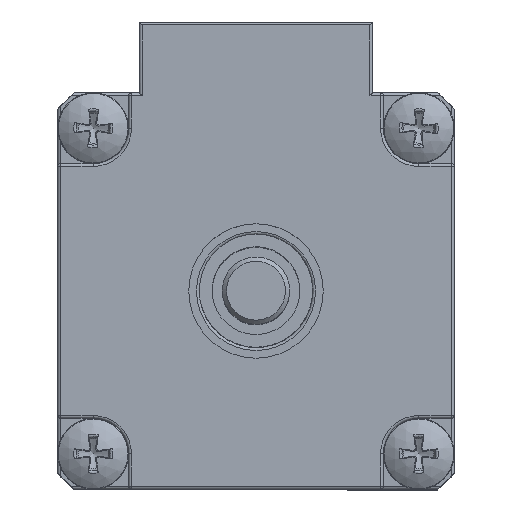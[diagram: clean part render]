
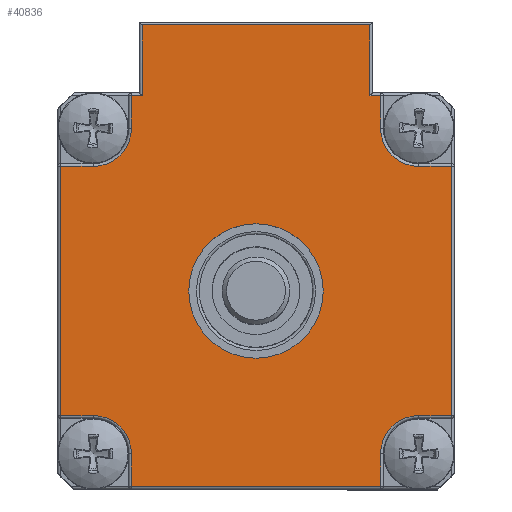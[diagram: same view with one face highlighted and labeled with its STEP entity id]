
A CAD part, top view. The second image highlights one B-rep face of the part: STEP entity #40836.
In plain terms, the highlighted planar face has unit normal (0, 0, 1).
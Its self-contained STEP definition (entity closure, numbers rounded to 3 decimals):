
#39840=CARTESIAN_POINT('',(-11.5,8.8,26.2));
#39841=VERTEX_POINT('',#39840);
#39859=CARTESIAN_POINT('',(-13.8,8.8,26.2));
#39860=VERTEX_POINT('',#39859);
#39868=CARTESIAN_POINT('',(-13.8,8.8,26.2));
#39869=DIRECTION('',(1.0,0.0,0.0));
#39870=VECTOR('',#39869,2.3);
#39871=LINE('',#39868,#39870);
#39872=EDGE_CURVE('',#39860,#39841,#39871,.T.);
#39882=CARTESIAN_POINT('',(-8.8,11.5,26.2));
#39883=VERTEX_POINT('',#39882);
#39901=CARTESIAN_POINT('',(-11.5,11.5,26.2));
#39902=DIRECTION('',(0.,0.,1.0));
#39903=DIRECTION('',(0.707,-0.707,0.));
#39904=AXIS2_PLACEMENT_3D('',#39901,#39902,#39903);
#39905=CIRCLE('',#39904,2.7);
#39906=EDGE_CURVE('',#39841,#39883,#39905,.T.);
#39916=CARTESIAN_POINT('',(-8.8,13.8,26.2));
#39917=VERTEX_POINT('',#39916);
#39934=CARTESIAN_POINT('',(-8.8,11.5,26.2));
#39935=DIRECTION('',(0.0,1.0,0.0));
#39936=VECTOR('',#39935,2.3);
#39937=LINE('',#39934,#39936);
#39938=EDGE_CURVE('',#39883,#39917,#39937,.T.);
#39956=CARTESIAN_POINT('',(-13.8,-8.8,26.2));
#39957=VERTEX_POINT('',#39956);
#39965=CARTESIAN_POINT('',(-13.8,-8.8,26.2));
#39966=DIRECTION('',(0.0,1.0,0.0));
#39967=VECTOR('',#39966,17.6);
#39968=LINE('',#39965,#39967);
#39969=EDGE_CURVE('',#39957,#39860,#39968,.T.);
#39979=CARTESIAN_POINT('',(-8.8,-13.8,26.2));
#39980=VERTEX_POINT('',#39979);
#39988=CARTESIAN_POINT('',(-8.8,-11.5,26.2));
#39989=VERTEX_POINT('',#39988);
#39990=CARTESIAN_POINT('',(-8.8,-13.8,26.2));
#39991=DIRECTION('',(0.0,1.0,0.0));
#39992=VECTOR('',#39991,2.3);
#39993=LINE('',#39990,#39992);
#39994=EDGE_CURVE('',#39980,#39989,#39993,.T.);
#40019=CARTESIAN_POINT('',(-11.5,-8.8,26.2));
#40020=VERTEX_POINT('',#40019);
#40038=CARTESIAN_POINT('',(-11.5,-11.5,26.2));
#40039=DIRECTION('',(0.,0.,1.0));
#40040=DIRECTION('',(0.707,0.707,0.));
#40041=AXIS2_PLACEMENT_3D('',#40038,#40039,#40040);
#40042=CIRCLE('',#40041,2.7);
#40043=EDGE_CURVE('',#39989,#40020,#40042,.T.);
#40069=CARTESIAN_POINT('',(-11.5,-8.8,26.2));
#40070=DIRECTION('',(-1.0,0.0,0.0));
#40071=VECTOR('',#40070,2.3);
#40072=LINE('',#40069,#40071);
#40073=EDGE_CURVE('',#40020,#39957,#40072,.T.);
#40091=CARTESIAN_POINT('',(8.8,-13.8,26.2));
#40092=VERTEX_POINT('',#40091);
#40100=CARTESIAN_POINT('',(8.8,-13.8,26.2));
#40101=DIRECTION('',(-1.0,0.0,0.0));
#40102=VECTOR('',#40101,17.6);
#40103=LINE('',#40100,#40102);
#40104=EDGE_CURVE('',#40092,#39980,#40103,.T.);
#40114=CARTESIAN_POINT('',(11.5,-8.8,26.2));
#40115=VERTEX_POINT('',#40114);
#40133=CARTESIAN_POINT('',(13.8,-8.8,26.2));
#40134=VERTEX_POINT('',#40133);
#40142=CARTESIAN_POINT('',(13.8,-8.8,26.2));
#40143=DIRECTION('',(-1.0,0.0,0.0));
#40144=VECTOR('',#40143,2.3);
#40145=LINE('',#40142,#40144);
#40146=EDGE_CURVE('',#40134,#40115,#40145,.T.);
#40156=CARTESIAN_POINT('',(8.8,-11.5,26.2));
#40157=VERTEX_POINT('',#40156);
#40175=CARTESIAN_POINT('',(11.5,-11.5,26.2));
#40176=DIRECTION('',(0.,0.,1.0));
#40177=DIRECTION('',(-0.707,0.707,0.));
#40178=AXIS2_PLACEMENT_3D('',#40175,#40176,#40177);
#40179=CIRCLE('',#40178,2.7);
#40180=EDGE_CURVE('',#40115,#40157,#40179,.T.);
#40206=CARTESIAN_POINT('',(8.8,-11.5,26.2));
#40207=DIRECTION('',(0.0,-1.0,0.0));
#40208=VECTOR('',#40207,2.3);
#40209=LINE('',#40206,#40208);
#40210=EDGE_CURVE('',#40157,#40092,#40209,.T.);
#40228=CARTESIAN_POINT('',(13.8,8.8,26.2));
#40229=VERTEX_POINT('',#40228);
#40237=CARTESIAN_POINT('',(13.8,8.8,26.2));
#40238=DIRECTION('',(0.0,-1.0,0.0));
#40239=VECTOR('',#40238,17.6);
#40240=LINE('',#40237,#40239);
#40241=EDGE_CURVE('',#40229,#40134,#40240,.T.);
#40251=CARTESIAN_POINT('',(8.8,11.5,26.2));
#40252=VERTEX_POINT('',#40251);
#40270=CARTESIAN_POINT('',(8.8,13.8,26.2));
#40271=VERTEX_POINT('',#40270);
#40279=CARTESIAN_POINT('',(8.8,13.8,26.2));
#40280=DIRECTION('',(0.0,-1.0,0.0));
#40281=VECTOR('',#40280,2.3);
#40282=LINE('',#40279,#40281);
#40283=EDGE_CURVE('',#40271,#40252,#40282,.T.);
#40293=CARTESIAN_POINT('',(11.5,8.8,26.2));
#40294=VERTEX_POINT('',#40293);
#40312=CARTESIAN_POINT('',(11.5,11.5,26.2));
#40313=DIRECTION('',(0.,0.,1.0));
#40314=DIRECTION('',(-0.707,-0.707,0.));
#40315=AXIS2_PLACEMENT_3D('',#40312,#40313,#40314);
#40316=CIRCLE('',#40315,2.7);
#40317=EDGE_CURVE('',#40252,#40294,#40316,.T.);
#40343=CARTESIAN_POINT('',(11.5,8.8,26.2));
#40344=DIRECTION('',(1.0,0.0,0.0));
#40345=VECTOR('',#40344,2.3);
#40346=LINE('',#40343,#40345);
#40347=EDGE_CURVE('',#40294,#40229,#40346,.T.);
#40365=CARTESIAN_POINT('',(-8.05,13.8,26.2));
#40366=VERTEX_POINT('',#40365);
#40374=CARTESIAN_POINT('',(-8.05,18.8,26.2));
#40375=VERTEX_POINT('',#40374);
#40376=CARTESIAN_POINT('',(-8.05,13.8,26.2));
#40377=DIRECTION('',(0.0,1.0,0.0));
#40378=VECTOR('',#40377,5.);
#40379=LINE('',#40376,#40378);
#40380=EDGE_CURVE('',#40366,#40375,#40379,.T.);
#40405=CARTESIAN_POINT('',(-8.8,13.8,26.2));
#40406=DIRECTION('',(1.0,0.0,0.0));
#40407=VECTOR('',#40406,0.75);
#40408=LINE('',#40405,#40407);
#40409=EDGE_CURVE('',#39917,#40366,#40408,.T.);
#40420=CARTESIAN_POINT('',(8.05,18.8,26.2));
#40421=VERTEX_POINT('',#40420);
#40422=CARTESIAN_POINT('',(-8.05,18.8,26.2));
#40423=DIRECTION('',(1.0,0.0,0.0));
#40424=VECTOR('',#40423,16.1);
#40425=LINE('',#40422,#40424);
#40426=EDGE_CURVE('',#40375,#40421,#40425,.T.);
#40452=CARTESIAN_POINT('',(8.05,13.8,26.2));
#40453=VERTEX_POINT('',#40452);
#40454=CARTESIAN_POINT('',(8.05,18.8,26.2));
#40455=DIRECTION('',(0.0,-1.0,0.0));
#40456=VECTOR('',#40455,5.);
#40457=LINE('',#40454,#40456);
#40458=EDGE_CURVE('',#40421,#40453,#40457,.T.);
#40482=CARTESIAN_POINT('',(8.05,13.8,26.2));
#40483=DIRECTION('',(1.0,0.0,0.0));
#40484=VECTOR('',#40483,0.75);
#40485=LINE('',#40482,#40484);
#40486=EDGE_CURVE('',#40453,#40271,#40485,.T.);
#40798=CARTESIAN_POINT('',(0.0,0.0,26.2));
#40799=DIRECTION('',(0.0,0.0,1.0));
#40800=DIRECTION('',(1.0,0.0,0.0));
#40801=AXIS2_PLACEMENT_3D('',#40798,#40799,#40800);
#40802=PLANE('',#40801);
#40803=ORIENTED_EDGE('',*,*,#40380,.F.);
#40804=ORIENTED_EDGE('',*,*,#40409,.F.);
#40805=ORIENTED_EDGE('',*,*,#39938,.F.);
#40806=ORIENTED_EDGE('',*,*,#39906,.F.);
#40807=ORIENTED_EDGE('',*,*,#39872,.F.);
#40808=ORIENTED_EDGE('',*,*,#39969,.F.);
#40809=ORIENTED_EDGE('',*,*,#40073,.F.);
#40810=ORIENTED_EDGE('',*,*,#40043,.F.);
#40811=ORIENTED_EDGE('',*,*,#39994,.F.);
#40812=ORIENTED_EDGE('',*,*,#40104,.F.);
#40813=ORIENTED_EDGE('',*,*,#40210,.F.);
#40814=ORIENTED_EDGE('',*,*,#40180,.F.);
#40815=ORIENTED_EDGE('',*,*,#40146,.F.);
#40816=ORIENTED_EDGE('',*,*,#40241,.F.);
#40817=ORIENTED_EDGE('',*,*,#40347,.F.);
#40818=ORIENTED_EDGE('',*,*,#40317,.F.);
#40819=ORIENTED_EDGE('',*,*,#40283,.F.);
#40820=ORIENTED_EDGE('',*,*,#40486,.F.);
#40821=ORIENTED_EDGE('',*,*,#40458,.F.);
#40822=ORIENTED_EDGE('',*,*,#40426,.F.);
#40823=EDGE_LOOP('',(#40803,#40804,#40805,#40806,#40807,#40808,#40809,#40810,#40811,#40812,#40813,#40814,#40815,#40816,#40817,#40818,#40819,#40820,#40821,#40822));
#40824=FACE_OUTER_BOUND('',#40823,.T.);
#40825=CARTESIAN_POINT('',(4.75,0.0,26.2));
#40826=VERTEX_POINT('',#40825);
#40827=CARTESIAN_POINT('',(0.,0.0,26.2));
#40828=DIRECTION('',(0.0,0.0,-1.0));
#40829=DIRECTION('',(-1.0,0.0,0.0));
#40830=AXIS2_PLACEMENT_3D('',#40827,#40828,#40829);
#40831=CIRCLE('',#40830,4.75);
#40832=EDGE_CURVE('',#40826,#40826,#40831,.T.);
#40833=ORIENTED_EDGE('',*,*,#40832,.T.);
#40834=EDGE_LOOP('',(#40833));
#40835=FACE_BOUND('',#40834,.T.);
#40836=ADVANCED_FACE('',(#40824,#40835),#40802,.T.);
